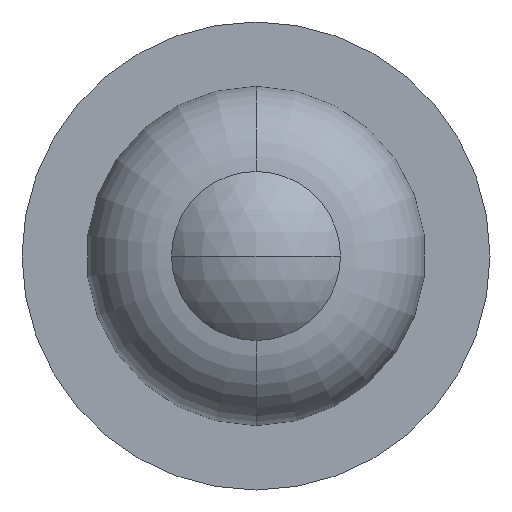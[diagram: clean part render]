
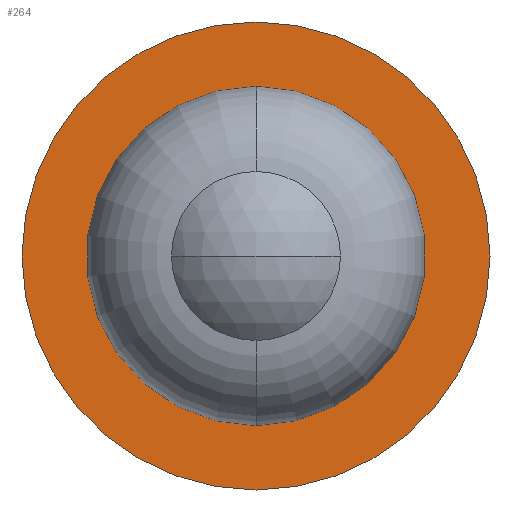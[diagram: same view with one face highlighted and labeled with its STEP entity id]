
A CAD part, front view. The second image highlights one B-rep face of the part: STEP entity #264.
In plain terms, the highlighted planar face has unit normal (0, -1, 0).
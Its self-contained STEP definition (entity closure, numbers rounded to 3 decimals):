
#3 = PLANE ( 'NONE',  #61 ) ;
#9 = DIRECTION ( 'NONE',  ( 0., -1., 0. ) ) ;
#13 = CARTESIAN_POINT ( 'NONE',  ( 0., 9.45, 5.03 ) ) ;
#23 = CARTESIAN_POINT ( 'NONE',  ( 0., 9.45, 0. ) ) ;
#42 = AXIS2_PLACEMENT_3D ( 'NONE', #168, #363, #201 ) ;
#50 = DIRECTION ( 'NONE',  ( 0., 0., -1. ) ) ;
#59 = VERTEX_POINT ( 'NONE', #138 ) ;
#61 = AXIS2_PLACEMENT_3D ( 'NONE', #192, #341, #366 ) ;
#68 = ORIENTED_EDGE ( 'NONE', *, *, #304, .F. ) ;
#94 = EDGE_CURVE ( 'NONE', #59, #289, #244, .T. ) ;
#124 = AXIS2_PLACEMENT_3D ( 'NONE', #23, #232, #50 ) ;
#138 = CARTESIAN_POINT ( 'NONE',  ( 0., 9.45, 2.515 ) ) ;
#143 = VERTEX_POINT ( 'NONE', #158 ) ;
#147 = AXIS2_PLACEMENT_3D ( 'NONE', #285, #262, #295 ) ;
#148 = CIRCLE ( 'NONE', #147, 2.515 ) ;
#155 = ORIENTED_EDGE ( 'NONE', *, *, #269, .T. ) ;
#158 = CARTESIAN_POINT ( 'NONE',  ( 0., 9.45, -5.03 ) ) ;
#165 = EDGE_LOOP ( 'NONE', ( #68, #291 ) ) ;
#168 = CARTESIAN_POINT ( 'NONE',  ( 0., 9.45, 0. ) ) ;
#180 = EDGE_LOOP ( 'NONE', ( #155, #217 ) ) ;
#182 = FACE_OUTER_BOUND ( 'NONE', #180, .T. ) ;
#187 = CARTESIAN_POINT ( 'NONE',  ( 0., 9.45, 0. ) ) ;
#188 = FACE_BOUND ( 'NONE', #165, .T. ) ;
#192 = CARTESIAN_POINT ( 'NONE',  ( 2.515, 9.45, 0. ) ) ;
#201 = DIRECTION ( 'NONE',  ( 0., 0., -1. ) ) ;
#217 = ORIENTED_EDGE ( 'NONE', *, *, #302, .T. ) ;
#218 = DIRECTION ( 'NONE',  ( 0., 0., -1. ) ) ;
#232 = DIRECTION ( 'NONE',  ( 0., -1., 0. ) ) ;
#235 = VERTEX_POINT ( 'NONE', #13 ) ;
#244 = CIRCLE ( 'NONE', #358, 2.515 ) ;
#262 = DIRECTION ( 'NONE',  ( 0., -1., 0. ) ) ;
#264 = ADVANCED_FACE ( 'NONE', ( #182, #188 ), #3, .T. ) ;
#269 = EDGE_CURVE ( 'NONE', #143, #235, #280, .T. ) ;
#280 = CIRCLE ( 'NONE', #42, 5.03 ) ;
#285 = CARTESIAN_POINT ( 'NONE',  ( 0., 9.45, 0. ) ) ;
#289 = VERTEX_POINT ( 'NONE', #340 ) ;
#291 = ORIENTED_EDGE ( 'NONE', *, *, #94, .F. ) ;
#295 = DIRECTION ( 'NONE',  ( 0., 0., -1. ) ) ;
#302 = EDGE_CURVE ( 'NONE', #235, #143, #350, .T. ) ;
#304 = EDGE_CURVE ( 'NONE', #289, #59, #148, .T. ) ;
#340 = CARTESIAN_POINT ( 'NONE',  ( 0., 9.45, -2.515 ) ) ;
#341 = DIRECTION ( 'NONE',  ( 0., -1., 0. ) ) ;
#350 = CIRCLE ( 'NONE', #124, 5.03 ) ;
#358 = AXIS2_PLACEMENT_3D ( 'NONE', #187, #9, #218 ) ;
#363 = DIRECTION ( 'NONE',  ( 0., -1., 0. ) ) ;
#366 = DIRECTION ( 'NONE',  ( 0., 0., -1. ) ) ;
